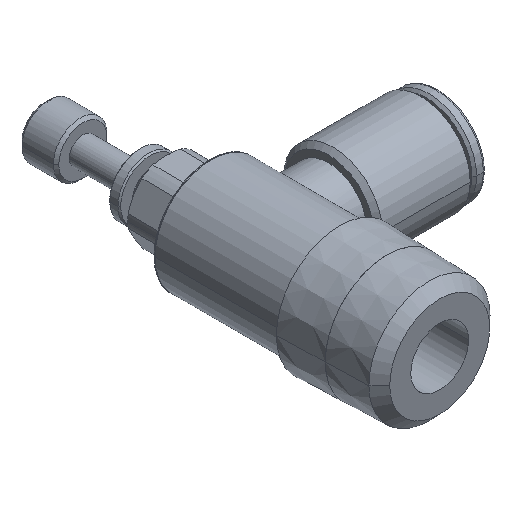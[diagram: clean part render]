
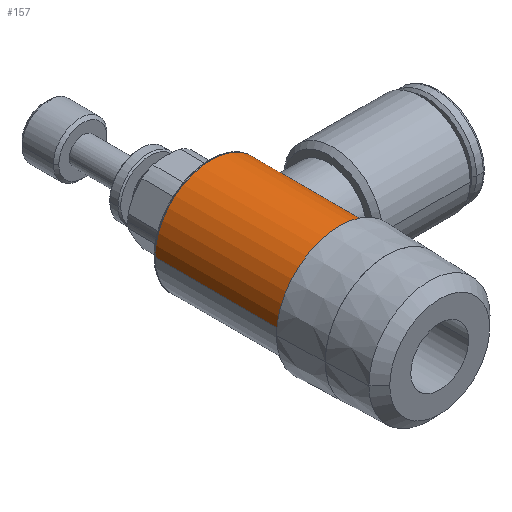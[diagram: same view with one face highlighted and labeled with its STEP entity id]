
A CAD part, isometric view. The second image highlights one B-rep face of the part: STEP entity #157.
In plain terms, the highlighted cylindrical face has radius 6.2 mm (diameter 12.4 mm), a partial arc.
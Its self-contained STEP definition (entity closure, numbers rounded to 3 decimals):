
#157=ADVANCED_FACE('',(#396),#397,.T.);
#396=FACE_OUTER_BOUND('',#635,.T.);
#397=CYLINDRICAL_SURFACE('',#636,6.2);
#635=EDGE_LOOP('',(#1462,#1463,#1464,#1465,#1466,#1467));
#636=AXIS2_PLACEMENT_3D('',#1468,#1469,#1470);
#1462=ORIENTED_EDGE('',*,*,#1483,.T.);
#1463=ORIENTED_EDGE('',*,*,#1574,.T.);
#1464=ORIENTED_EDGE('',*,*,#1486,.T.);
#1465=ORIENTED_EDGE('',*,*,#1477,.T.);
#1466=ORIENTED_EDGE('',*,*,#1485,.T.);
#1467=ORIENTED_EDGE('',*,*,#1719,.T.);
#1468=CARTESIAN_POINT('',(0.0,7.158,0.0));
#1469=DIRECTION('',(-0.0,1.0,0.0));
#1470=DIRECTION('',(1.0,0.0,0.0));
#1477=EDGE_CURVE('',#1733,#1731,#1734,.T.);
#1483=EDGE_CURVE('',#1740,#1741,#1742,.T.);
#1485=EDGE_CURVE('',#1731,#1743,#1745,.T.);
#1486=EDGE_CURVE('',#1746,#1733,#1747,.T.);
#1574=EDGE_CURVE('',#1741,#1746,#1909,.T.);
#1719=EDGE_CURVE('',#1743,#1740,#2120,.T.);
#1731=VERTEX_POINT('',#2132);
#1733=VERTEX_POINT('',#2134);
#1734=CIRCLE('',#2135,6.2);
#1740=VERTEX_POINT('',#2141);
#1741=VERTEX_POINT('',#2142);
#1742=LINE('',#2143,#2144);
#1743=VERTEX_POINT('',#2145);
#1745=LINE('',#2147,#2148);
#1746=VERTEX_POINT('',#2149);
#1747=LINE('',#2150,#2151);
#1909=B_SPLINE_CURVE_WITH_KNOTS('',3,(#2412,#2413,#2414,#2415,#2416,#2417,#2418,#2419,#2420,#2421,#2422,#2423,#2424,#2425,#2426,#2427,#2428,#2429,#2430,#2431,#2432,#2433,#2434,#2435,#2436,#2437,#2438,#2439,#2440,#2441,#2442,#2443,#2444,#2445),.UNSPECIFIED.,.F.,.F.,(4,2,2,2,2,2,2,2,2,2,2,2,2,2,2,2,4),(6.56,7.375,8.19,9.005,9.82,10.645,11.47,12.294,13.119,13.944,14.769,15.593,16.418,17.233,18.048,18.864,19.679),.UNSPECIFIED.);
#2120=CIRCLE('',#2927,6.2);
#2132=CARTESIAN_POINT('',(-6.2,14.126,0.));
#2134=CARTESIAN_POINT('',(6.2,14.126,0.));
#2135=AXIS2_PLACEMENT_3D('',#2946,#2947,#2948);
#2141=CARTESIAN_POINT('',(6.2,0.189,0.));
#2142=CARTESIAN_POINT('',(6.2,5.225,0.));
#2143=CARTESIAN_POINT('',(6.2,7.158,0.));
#2144=VECTOR('',#2964,1.0);
#2145=CARTESIAN_POINT('',(-6.2,0.189,0.));
#2147=CARTESIAN_POINT('',(-6.2,7.158,0.));
#2148=VECTOR('',#2968,1.0);
#2149=CARTESIAN_POINT('',(6.2,13.575,0.));
#2150=CARTESIAN_POINT('',(6.2,7.158,0.));
#2151=VECTOR('',#2969,1.0);
#2412=CARTESIAN_POINT('',(6.2,5.225,0.));
#2413=CARTESIAN_POINT('',(6.2,5.225,0.272));
#2414=CARTESIAN_POINT('',(6.182,5.252,0.55));
#2415=CARTESIAN_POINT('',(6.108,5.362,1.098));
#2416=CARTESIAN_POINT('',(6.053,5.445,1.367));
#2417=CARTESIAN_POINT('',(5.914,5.662,1.88));
#2418=CARTESIAN_POINT('',(5.83,5.795,2.123));
#2419=CARTESIAN_POINT('',(5.648,6.098,2.569));
#2420=CARTESIAN_POINT('',(5.549,6.268,2.773));
#2421=CARTESIAN_POINT('',(5.354,6.629,3.134));
#2422=CARTESIAN_POINT('',(5.249,6.834,3.304));
#2423=CARTESIAN_POINT('',(5.046,7.28,3.607));
#2424=CARTESIAN_POINT('',(4.948,7.522,3.739));
#2425=CARTESIAN_POINT('',(4.778,8.031,3.954));
#2426=CARTESIAN_POINT('',(4.706,8.299,4.037));
#2427=CARTESIAN_POINT('',(4.609,8.846,4.147));
#2428=CARTESIAN_POINT('',(4.584,9.125,4.175));
#2429=CARTESIAN_POINT('',(4.584,9.675,4.175));
#2430=CARTESIAN_POINT('',(4.609,9.954,4.147));
#2431=CARTESIAN_POINT('',(4.706,10.501,4.037));
#2432=CARTESIAN_POINT('',(4.778,10.769,3.954));
#2433=CARTESIAN_POINT('',(4.948,11.278,3.739));
#2434=CARTESIAN_POINT('',(5.046,11.52,3.607));
#2435=CARTESIAN_POINT('',(5.249,11.966,3.304));
#2436=CARTESIAN_POINT('',(5.354,12.171,3.134));
#2437=CARTESIAN_POINT('',(5.549,12.532,2.773));
#2438=CARTESIAN_POINT('',(5.648,12.702,2.569));
#2439=CARTESIAN_POINT('',(5.83,13.005,2.123));
#2440=CARTESIAN_POINT('',(5.914,13.138,1.88));
#2441=CARTESIAN_POINT('',(6.053,13.355,1.367));
#2442=CARTESIAN_POINT('',(6.108,13.438,1.098));
#2443=CARTESIAN_POINT('',(6.182,13.548,0.55));
#2444=CARTESIAN_POINT('',(6.2,13.575,0.272));
#2445=CARTESIAN_POINT('',(6.2,13.575,0.));
#2927=AXIS2_PLACEMENT_3D('',#3435,#3436,#3437);
#2946=CARTESIAN_POINT('',(0.0,14.126,0.0));
#2947=DIRECTION('',(0.0,-1.0,0.0));
#2948=DIRECTION('',(1.0,0.0,0.0));
#2964=DIRECTION('',(0.0,1.0,0.0));
#2968=DIRECTION('',(-0.0,-1.0,-0.0));
#2969=DIRECTION('',(0.0,1.0,0.0));
#3435=CARTESIAN_POINT('',(0.0,0.189,0.0));
#3436=DIRECTION('',(-0.0,1.0,0.0));
#3437=DIRECTION('',(1.0,0.0,0.0));
